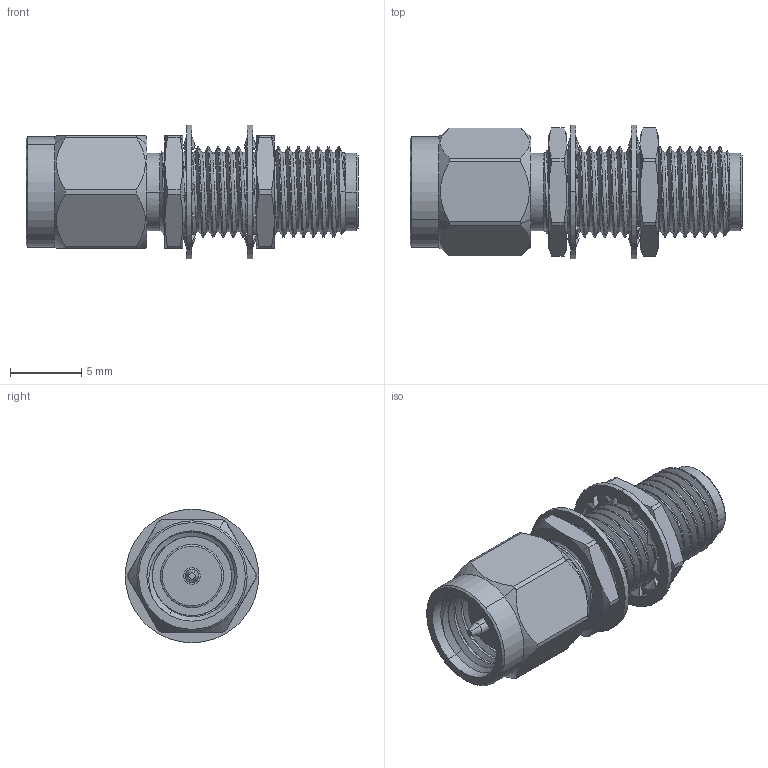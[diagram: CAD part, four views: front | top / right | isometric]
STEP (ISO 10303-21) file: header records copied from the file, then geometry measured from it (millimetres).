
FILE_DESCRIPTION (( 'STEP AP203' ), '1' );
FILE_NAME ('PE9621.step', '2019-07-03T21:00:07', ( '' ), ( '' ), 'SwSTEP 2.0', 'SolidWorks 2018', '' );
FILE_SCHEMA (( 'CONFIG_CONTROL_DESIGN' ));
Length unit declared in the file: inch
Products named in the file (1): PE9621
Bounding box: 23.36 x 9.4 x 9.4 mm (x, y, z)
Volume: 796.4 mm3; surface area: 1364.8 mm2
Topology: 5 solids, 5 shells, 348 faces, 1028 edges, 697 vertices
Faces by surface type: cylinder 122, bspline 94, plane 67, cone 65
Entity records: 21557 total; most frequent: CARTESIAN_POINT 13086, ORIENTED_EDGE 2056, DIRECTION 1375, EDGE_CURVE 1028, VERTEX_POINT 697, AXIS2_PLACEMENT_3D 512, EDGE_LOOP 363, LINE 351
